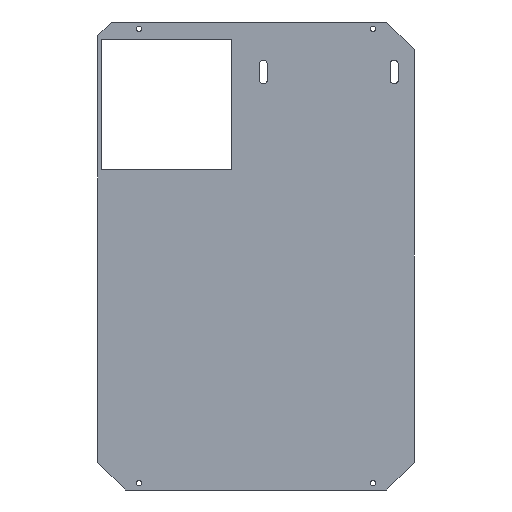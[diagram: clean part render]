
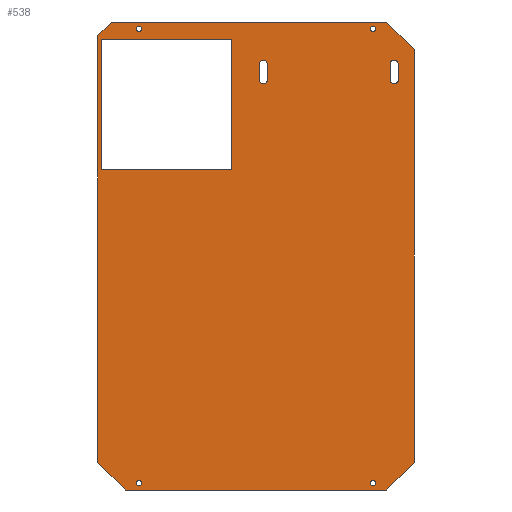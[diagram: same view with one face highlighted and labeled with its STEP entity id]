
A CAD part, front view. The second image highlights one B-rep face of the part: STEP entity #538.
In plain terms, the highlighted planar face has unit normal (0, -1, 0).
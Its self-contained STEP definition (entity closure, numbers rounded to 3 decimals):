
#30=FACE_BOUND('',#112,.T.);
#31=FACE_BOUND('',#113,.T.);
#32=FACE_BOUND('',#114,.T.);
#33=FACE_BOUND('',#115,.T.);
#34=FACE_BOUND('',#116,.T.);
#35=FACE_BOUND('',#117,.T.);
#36=FACE_BOUND('',#118,.T.);
#45=CIRCLE('',#569,3.);
#46=CIRCLE('',#572,3.);
#47=CIRCLE('',#575,3.);
#48=CIRCLE('',#578,3.002);
#49=CIRCLE('',#581,2.);
#50=CIRCLE('',#583,2.);
#51=CIRCLE('',#585,2.);
#52=CIRCLE('',#591,2.);
#78=FACE_OUTER_BOUND('',#111,.T.);
#111=EDGE_LOOP('',(#471,#472,#473,#474,#475,#476,#477,#478));
#112=EDGE_LOOP('',(#479,#480,#481,#482));
#113=EDGE_LOOP('',(#483,#484,#485,#486));
#114=EDGE_LOOP('',(#487));
#115=EDGE_LOOP('',(#488));
#116=EDGE_LOOP('',(#489));
#117=EDGE_LOOP('',(#490,#491,#492,#493));
#118=EDGE_LOOP('',(#494));
#121=LINE('',#745,#177);
#125=LINE('',#752,#181);
#141=LINE('',#801,#197);
#143=LINE('',#805,#199);
#145=LINE('',#809,#201);
#148=LINE('',#814,#204);
#151=LINE('',#823,#207);
#154=LINE('',#830,#210);
#157=LINE('',#839,#213);
#160=LINE('',#846,#216);
#165=LINE('',#863,#221);
#168=LINE('',#868,#224);
#170=LINE('',#872,#226);
#171=LINE('',#874,#227);
#173=LINE('',#880,#229);
#174=LINE('',#882,#230);
#177=VECTOR('',#601,10.);
#181=VECTOR('',#607,10.);
#197=VECTOR('',#643,10.);
#199=VECTOR('',#647,10.);
#201=VECTOR('',#651,10.);
#204=VECTOR('',#656,10.);
#207=VECTOR('',#665,10.);
#210=VECTOR('',#674,10.);
#213=VECTOR('',#683,10.);
#216=VECTOR('',#692,10.);
#221=VECTOR('',#711,10.);
#224=VECTOR('',#716,10.);
#226=VECTOR('',#720,10.);
#227=VECTOR('',#723,10.);
#229=VECTOR('',#731,10.);
#230=VECTOR('',#734,10.);
#233=VERTEX_POINT('',#742);
#234=VERTEX_POINT('',#744);
#236=VERTEX_POINT('',#750);
#258=VERTEX_POINT('',#798);
#259=VERTEX_POINT('',#800);
#260=VERTEX_POINT('',#804);
#261=VERTEX_POINT('',#808);
#262=VERTEX_POINT('',#812);
#263=VERTEX_POINT('',#816);
#264=VERTEX_POINT('',#817);
#265=VERTEX_POINT('',#822);
#266=VERTEX_POINT('',#826);
#267=VERTEX_POINT('',#832);
#268=VERTEX_POINT('',#833);
#269=VERTEX_POINT('',#838);
#270=VERTEX_POINT('',#842);
#271=VERTEX_POINT('',#848);
#272=VERTEX_POINT('',#852);
#273=VERTEX_POINT('',#856);
#274=VERTEX_POINT('',#860);
#275=VERTEX_POINT('',#862);
#276=VERTEX_POINT('',#866);
#277=VERTEX_POINT('',#870);
#278=VERTEX_POINT('',#876);
#281=EDGE_CURVE('',#233,#234,#121,.T.);
#285=EDGE_CURVE('',#233,#236,#125,.T.);
#309=EDGE_CURVE('',#258,#259,#141,.T.);
#311=EDGE_CURVE('',#260,#259,#143,.T.);
#313=EDGE_CURVE('',#260,#261,#145,.T.);
#316=EDGE_CURVE('',#262,#236,#148,.T.);
#317=EDGE_CURVE('',#263,#264,#45,.T.);
#320=EDGE_CURVE('',#264,#265,#151,.T.);
#322=EDGE_CURVE('',#265,#266,#46,.T.);
#324=EDGE_CURVE('',#266,#263,#154,.T.);
#325=EDGE_CURVE('',#267,#268,#47,.T.);
#328=EDGE_CURVE('',#268,#269,#157,.T.);
#330=EDGE_CURVE('',#269,#270,#48,.T.);
#332=EDGE_CURVE('',#270,#267,#160,.T.);
#334=EDGE_CURVE('',#271,#271,#49,.T.);
#336=EDGE_CURVE('',#272,#272,#50,.T.);
#338=EDGE_CURVE('',#273,#273,#51,.T.);
#340=EDGE_CURVE('',#275,#274,#165,.T.);
#343=EDGE_CURVE('',#274,#276,#168,.T.);
#345=EDGE_CURVE('',#276,#277,#170,.T.);
#346=EDGE_CURVE('',#277,#275,#171,.T.);
#348=EDGE_CURVE('',#278,#278,#52,.T.);
#349=EDGE_CURVE('',#262,#261,#173,.T.);
#350=EDGE_CURVE('',#258,#234,#174,.T.);
#471=ORIENTED_EDGE('',*,*,#281,.F.);
#472=ORIENTED_EDGE('',*,*,#285,.T.);
#473=ORIENTED_EDGE('',*,*,#316,.F.);
#474=ORIENTED_EDGE('',*,*,#349,.T.);
#475=ORIENTED_EDGE('',*,*,#313,.F.);
#476=ORIENTED_EDGE('',*,*,#311,.T.);
#477=ORIENTED_EDGE('',*,*,#309,.F.);
#478=ORIENTED_EDGE('',*,*,#350,.T.);
#479=ORIENTED_EDGE('',*,*,#322,.T.);
#480=ORIENTED_EDGE('',*,*,#324,.T.);
#481=ORIENTED_EDGE('',*,*,#317,.T.);
#482=ORIENTED_EDGE('',*,*,#320,.T.);
#483=ORIENTED_EDGE('',*,*,#330,.T.);
#484=ORIENTED_EDGE('',*,*,#332,.T.);
#485=ORIENTED_EDGE('',*,*,#325,.T.);
#486=ORIENTED_EDGE('',*,*,#328,.T.);
#487=ORIENTED_EDGE('',*,*,#334,.T.);
#488=ORIENTED_EDGE('',*,*,#336,.T.);
#489=ORIENTED_EDGE('',*,*,#338,.T.);
#490=ORIENTED_EDGE('',*,*,#340,.T.);
#491=ORIENTED_EDGE('',*,*,#343,.T.);
#492=ORIENTED_EDGE('',*,*,#345,.T.);
#493=ORIENTED_EDGE('',*,*,#346,.T.);
#494=ORIENTED_EDGE('',*,*,#348,.T.);
#512=PLANE('',#594);
#538=ADVANCED_FACE('',(#78,#30,#31,#32,#33,#34,#35,#36),#512,.F.);
#569=AXIS2_PLACEMENT_3D('',#818,#659,#660);
#572=AXIS2_PLACEMENT_3D('',#827,#669,#670);
#575=AXIS2_PLACEMENT_3D('',#834,#677,#678);
#578=AXIS2_PLACEMENT_3D('',#843,#687,#688);
#581=AXIS2_PLACEMENT_3D('',#850,#696,#697);
#583=AXIS2_PLACEMENT_3D('',#854,#701,#702);
#585=AXIS2_PLACEMENT_3D('',#858,#706,#707);
#591=AXIS2_PLACEMENT_3D('',#878,#727,#728);
#594=AXIS2_PLACEMENT_3D('',#883,#735,#736);
#601=DIRECTION('',(0.707,0.,0.707));
#607=DIRECTION('',(0.,0.,-1.));
#643=DIRECTION('',(0.707,0.,-0.707));
#647=DIRECTION('',(0.,0.,1.));
#651=DIRECTION('',(-0.707,0.,-0.707));
#656=DIRECTION('',(-0.707,0.,0.707));
#659=DIRECTION('center_axis',(0.,1.,0.));
#660=DIRECTION('ref_axis',(-1.,0.,0.));
#665=DIRECTION('',(0.,0.,-1.));
#669=DIRECTION('center_axis',(0.,1.,0.));
#670=DIRECTION('ref_axis',(1.,0.,0.));
#674=DIRECTION('',(0.,0.,1.));
#677=DIRECTION('center_axis',(0.,1.,0.));
#678=DIRECTION('ref_axis',(1.,0.,0.));
#683=DIRECTION('',(0.,0.,1.));
#687=DIRECTION('center_axis',(0.,1.,0.));
#688=DIRECTION('ref_axis',(-0.999,0.,-0.036));
#692=DIRECTION('',(0.,0.,-1.));
#696=DIRECTION('center_axis',(0.,1.,0.));
#697=DIRECTION('ref_axis',(-1.,0.,0.));
#701=DIRECTION('center_axis',(0.,1.,0.));
#702=DIRECTION('ref_axis',(-1.,0.,0.));
#706=DIRECTION('center_axis',(0.,1.,0.));
#707=DIRECTION('ref_axis',(-1.,0.,0.));
#711=DIRECTION('',(0.,0.,-1.));
#716=DIRECTION('',(-1.,0.,0.));
#720=DIRECTION('',(0.,0.,1.));
#723=DIRECTION('',(1.,0.,0.));
#727=DIRECTION('center_axis',(0.,1.,0.));
#728=DIRECTION('ref_axis',(-1.,0.,0.));
#731=DIRECTION('',(1.,0.,0.));
#734=DIRECTION('',(-1.,0.,0.));
#735=DIRECTION('center_axis',(0.,1.,0.));
#736=DIRECTION('ref_axis',(1.,0.,0.));
#742=CARTESIAN_POINT('',(-115.,0.,160.));
#744=CARTESIAN_POINT('',(-105.,0.,170.));
#745=CARTESIAN_POINT('',(-123.75,0.,151.25));
#750=CARTESIAN_POINT('',(-115.,0.,-150.));
#752=CARTESIAN_POINT('',(-115.,0.,170.));
#798=CARTESIAN_POINT('',(95.,0.,170.));
#800=CARTESIAN_POINT('',(115.,0.,150.));
#801=CARTESIAN_POINT('',(118.75,0.,146.25));
#804=CARTESIAN_POINT('',(115.,0.,-150.));
#805=CARTESIAN_POINT('',(115.,0.,-170.));
#808=CARTESIAN_POINT('',(95.,0.,-170.));
#809=CARTESIAN_POINT('',(118.75,0.,-146.25));
#812=CARTESIAN_POINT('',(-95.,0.,-170.));
#814=CARTESIAN_POINT('',(-118.75,0.,-146.25));
#816=CARTESIAN_POINT('',(2.354,0.,139.155));
#817=CARTESIAN_POINT('',(8.354,0.,139.155));
#818=CARTESIAN_POINT('Origin',(5.354,0.,139.155));
#822=CARTESIAN_POINT('',(8.354,0.,128.155));
#823=CARTESIAN_POINT('',(8.354,0.,64.078));
#826=CARTESIAN_POINT('',(2.354,0.,128.155));
#827=CARTESIAN_POINT('Origin',(5.354,0.,128.155));
#830=CARTESIAN_POINT('',(2.354,0.,69.578));
#832=CARTESIAN_POINT('',(103.354,0.,128.155));
#833=CARTESIAN_POINT('',(97.354,0.,128.155));
#834=CARTESIAN_POINT('Origin',(100.354,0.,128.155));
#838=CARTESIAN_POINT('',(97.354,0.,139.155));
#839=CARTESIAN_POINT('',(97.354,0.,69.578));
#842=CARTESIAN_POINT('',(103.354,0.,139.155));
#843=CARTESIAN_POINT('Origin',(100.354,0.,139.264));
#846=CARTESIAN_POINT('',(103.354,0.,64.078));
#848=CARTESIAN_POINT('',(87.,0.,165.));
#850=CARTESIAN_POINT('Origin',(85.,0.,165.));
#852=CARTESIAN_POINT('',(-83.,0.,165.));
#854=CARTESIAN_POINT('Origin',(-85.,0.,165.));
#856=CARTESIAN_POINT('',(-83.,0.,-165.));
#858=CARTESIAN_POINT('Origin',(-85.,0.,-165.));
#860=CARTESIAN_POINT('',(-17.5,0.,62.5));
#862=CARTESIAN_POINT('',(-17.5,0.,157.5));
#863=CARTESIAN_POINT('',(-17.5,0.,31.25));
#866=CARTESIAN_POINT('',(-112.5,0.,62.5));
#868=CARTESIAN_POINT('',(-56.25,0.,62.5));
#870=CARTESIAN_POINT('',(-112.5,0.,157.5));
#872=CARTESIAN_POINT('',(-112.5,0.,78.75));
#874=CARTESIAN_POINT('',(-8.75,0.,157.5));
#876=CARTESIAN_POINT('',(87.,0.,-165.));
#878=CARTESIAN_POINT('Origin',(85.,0.,-165.));
#880=CARTESIAN_POINT('',(-115.,0.,-170.));
#882=CARTESIAN_POINT('',(115.,0.,170.));
#883=CARTESIAN_POINT('Origin',(0.,0.,0.));
